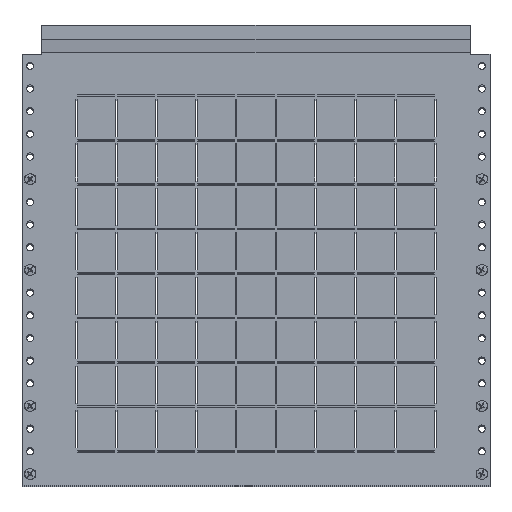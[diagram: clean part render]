
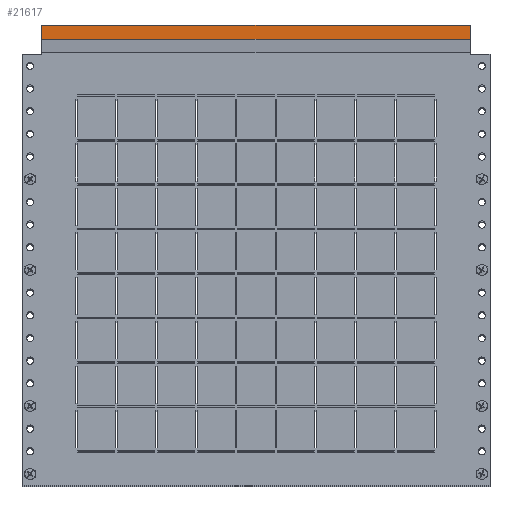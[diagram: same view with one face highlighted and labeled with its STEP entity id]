
A CAD part, top view. The second image highlights one B-rep face of the part: STEP entity #21617.
In plain terms, the highlighted planar face has unit normal (0, 0, 1).
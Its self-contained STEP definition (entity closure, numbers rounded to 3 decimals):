
#328 = EDGE_CURVE ( 'NONE', #24762, #22101, #2090, .T. ) ;
#479 = CARTESIAN_POINT ( 'NONE',  ( -236., -14.948, 1.2 ) ) ;
#1345 = LINE ( 'NONE', #14734, #3722 ) ;
#1749 = CARTESIAN_POINT ( 'NONE',  ( -236., 0., 1.2 ) ) ;
#1962 = EDGE_LOOP ( 'NONE', ( #8877, #25479, #13207, #15757 ) ) ;
#2090 = LINE ( 'NONE', #24950, #27374 ) ;
#2139 = EDGE_CURVE ( 'NONE', #15618, #24762, #15736, .T. ) ;
#3722 = VECTOR ( 'NONE', #14650, 1000. ) ;
#3866 = EDGE_CURVE ( 'NONE', #15618, #23043, #23538, .T. ) ;
#4090 = EDGE_CURVE ( 'NONE', #22101, #23043, #1345, .T. ) ;
#4653 = CARTESIAN_POINT ( 'NONE',  ( 236., 0., 1.2 ) ) ;
#4887 = DIRECTION ( 'NONE',  ( 0., 1., 0. ) ) ;
#6579 = DIRECTION ( 'NONE',  ( -1., 0., 0. ) ) ;
#7622 = FACE_OUTER_BOUND ( 'NONE', #1962, .T. ) ;
#7795 = DIRECTION ( 'NONE',  ( -1., 0., 0. ) ) ;
#8625 = CARTESIAN_POINT ( 'NONE',  ( 236., -14.948, 1.2 ) ) ;
#8877 = ORIENTED_EDGE ( 'NONE', *, *, #3866, .T. ) ;
#11641 = CARTESIAN_POINT ( 'NONE',  ( 258., 0., 1.2 ) ) ;
#13207 = ORIENTED_EDGE ( 'NONE', *, *, #328, .F. ) ;
#13259 = DIRECTION ( 'NONE',  ( 0., -1., 0. ) ) ;
#13740 = DIRECTION ( 'NONE',  ( 0., 0., -1. ) ) ;
#14650 = DIRECTION ( 'NONE',  ( 0., 1., 0. ) ) ;
#14734 = CARTESIAN_POINT ( 'NONE',  ( -236., 0., 1.2 ) ) ;
#15064 = VECTOR ( 'NONE', #13259, 1000. ) ;
#15618 = VERTEX_POINT ( 'NONE', #23897 ) ;
#15736 = LINE ( 'NONE', #4653, #15064 ) ;
#15757 = ORIENTED_EDGE ( 'NONE', *, *, #2139, .F. ) ;
#16629 = CARTESIAN_POINT ( 'NONE',  ( 258., 0., 1.2 ) ) ;
#17700 = VECTOR ( 'NONE', #7795, 1000. ) ;
#21617 = ADVANCED_FACE ( 'NONE', ( #7622 ), #22634, .F. ) ;
#22101 = VERTEX_POINT ( 'NONE', #479 ) ;
#22634 = PLANE ( 'NONE',  #24453 ) ;
#23043 = VERTEX_POINT ( 'NONE', #1749 ) ;
#23538 = LINE ( 'NONE', #16629, #17700 ) ;
#23897 = CARTESIAN_POINT ( 'NONE',  ( 236., 0., 1.2 ) ) ;
#24453 = AXIS2_PLACEMENT_3D ( 'NONE', #11641, #13740, #4887 ) ;
#24762 = VERTEX_POINT ( 'NONE', #8625 ) ;
#24950 = CARTESIAN_POINT ( 'NONE',  ( 258., -14.948, 1.2 ) ) ;
#25479 = ORIENTED_EDGE ( 'NONE', *, *, #4090, .F. ) ;
#27374 = VECTOR ( 'NONE', #6579, 1000. ) ;
